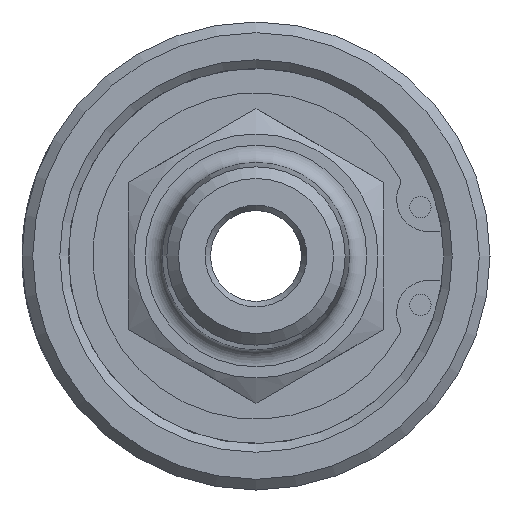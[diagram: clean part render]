
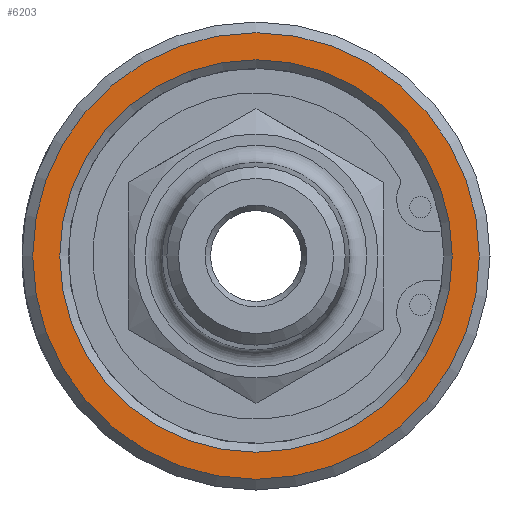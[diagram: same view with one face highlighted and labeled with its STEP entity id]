
A CAD part, left-side view. The second image highlights one B-rep face of the part: STEP entity #6203.
In plain terms, the highlighted planar face has unit normal (-1, 0, 0).
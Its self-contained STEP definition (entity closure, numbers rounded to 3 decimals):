
#286=FACE_BOUND('',#1926,.T.);
#349=PLANE('',#6667);
#1552=FACE_OUTER_BOUND('',#1925,.T.);
#1925=EDGE_LOOP('',(#4389));
#1926=EDGE_LOOP('',(#4390));
#2349=CIRCLE('',#6666,18.34);
#2350=CIRCLE('',#6668,20.87);
#2620=VERTEX_POINT('',#8706);
#2621=VERTEX_POINT('',#8710);
#3309=EDGE_CURVE('',#2620,#2620,#2349,.T.);
#3310=EDGE_CURVE('',#2621,#2621,#2350,.T.);
#4389=ORIENTED_EDGE('',*,*,#3310,.F.);
#4390=ORIENTED_EDGE('',*,*,#3309,.F.);
#6203=ADVANCED_FACE('',(#1552,#286),#349,.T.);
#6666=AXIS2_PLACEMENT_3D('',#8708,#7326,#7327);
#6667=AXIS2_PLACEMENT_3D('',#8709,#7328,#7329);
#6668=AXIS2_PLACEMENT_3D('',#8711,#7330,#7331);
#7326=DIRECTION('center_axis',(-1.,0.,0.));
#7327=DIRECTION('ref_axis',(0.,-1.,0.));
#7328=DIRECTION('center_axis',(-1.,0.,0.));
#7329=DIRECTION('ref_axis',(0.,0.,1.));
#7330=DIRECTION('center_axis',(1.,0.,0.));
#7331=DIRECTION('ref_axis',(0.,-1.,0.));
#8706=CARTESIAN_POINT('',(0.,18.34,0.));
#8708=CARTESIAN_POINT('Origin',(0.,0.,0.));
#8709=CARTESIAN_POINT('Origin',(0.,10.935,0.));
#8710=CARTESIAN_POINT('',(0.,20.87,0.));
#8711=CARTESIAN_POINT('Origin',(0.,0.,0.));
